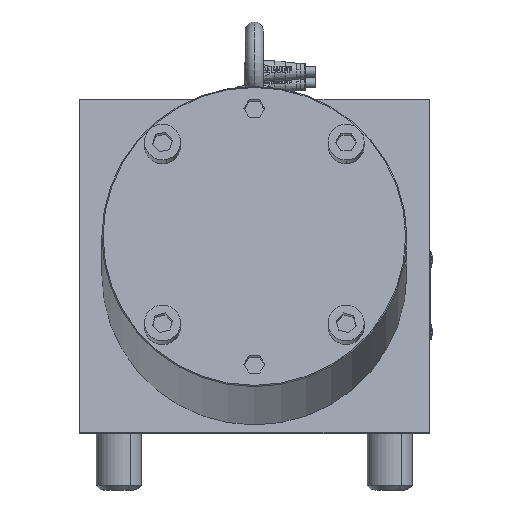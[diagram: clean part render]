
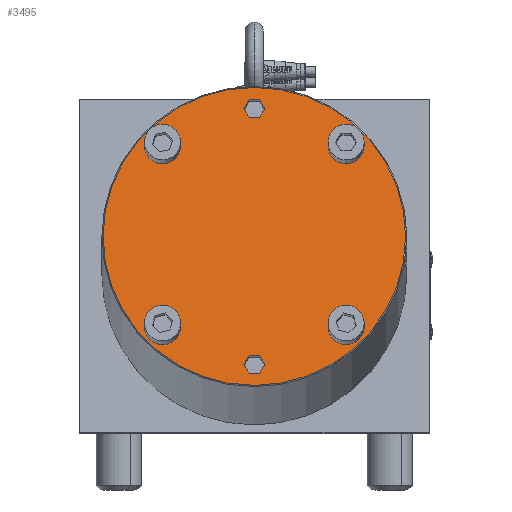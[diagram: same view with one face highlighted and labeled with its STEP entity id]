
A CAD part, left-side view. The second image highlights one B-rep face of the part: STEP entity #3495.
In plain terms, the highlighted planar face has unit normal (-0.985, 0, 0.174).
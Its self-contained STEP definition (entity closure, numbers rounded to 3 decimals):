
#3495=ADVANCED_FACE('',(#8508,#8509,#8510,#8511,#8512,#8513,#8514),#8515,.T.);
#8508=FACE_BOUND('',#15326,.T.);
#8509=FACE_BOUND('',#15327,.T.);
#8510=FACE_BOUND('',#15328,.T.);
#8511=FACE_BOUND('',#15329,.T.);
#8512=FACE_BOUND('',#15330,.T.);
#8513=FACE_BOUND('',#15331,.T.);
#8514=FACE_OUTER_BOUND('',#15332,.T.);
#8515=PLANE('',#15333);
#15326=EDGE_LOOP('',(#25970,#25971,#25972,#25973,#25974,#25975));
#15327=EDGE_LOOP('',(#25976,#25977,#25978,#25979,#25980,#25981));
#15328=EDGE_LOOP('',(#25982,#25983));
#15329=EDGE_LOOP('',(#25984,#25985));
#15330=EDGE_LOOP('',(#25986,#25987));
#15331=EDGE_LOOP('',(#25988,#25989));
#15332=EDGE_LOOP('',(#25990,#25991));
#15333=AXIS2_PLACEMENT_3D('',#25992,#25993,#25994);
#25970=ORIENTED_EDGE('',*,*,#41987,.T.);
#25971=ORIENTED_EDGE('',*,*,#41991,.T.);
#25972=ORIENTED_EDGE('',*,*,#41994,.T.);
#25973=ORIENTED_EDGE('',*,*,#41997,.T.);
#25974=ORIENTED_EDGE('',*,*,#42000,.T.);
#25975=ORIENTED_EDGE('',*,*,#42002,.T.);
#25976=ORIENTED_EDGE('',*,*,#42070,.T.);
#25977=ORIENTED_EDGE('',*,*,#42074,.T.);
#25978=ORIENTED_EDGE('',*,*,#42077,.T.);
#25979=ORIENTED_EDGE('',*,*,#42080,.T.);
#25980=ORIENTED_EDGE('',*,*,#42083,.T.);
#25981=ORIENTED_EDGE('',*,*,#42085,.T.);
#25982=ORIENTED_EDGE('',*,*,#41976,.T.);
#25983=ORIENTED_EDGE('',*,*,#41930,.T.);
#25984=ORIENTED_EDGE('',*,*,#42030,.T.);
#25985=ORIENTED_EDGE('',*,*,#41925,.T.);
#25986=ORIENTED_EDGE('',*,*,#42059,.T.);
#25987=ORIENTED_EDGE('',*,*,#41920,.T.);
#25988=ORIENTED_EDGE('',*,*,#42119,.T.);
#25989=ORIENTED_EDGE('',*,*,#41905,.T.);
#25990=ORIENTED_EDGE('',*,*,#41757,.F.);
#25991=ORIENTED_EDGE('',*,*,#42125,.F.);
#25992=CARTESIAN_POINT('',(-84.114,44.,87.326));
#25993=DIRECTION('',(-0.985,0.,0.174));
#25994=DIRECTION('',(0.,1.0,0.));
#41757=EDGE_CURVE('',#50241,#50244,#50245,.T.);
#41905=EDGE_CURVE('',#50487,#50484,#50488,.T.);
#41920=EDGE_CURVE('',#50513,#50510,#50514,.T.);
#41925=EDGE_CURVE('',#50522,#50519,#50523,.T.);
#41930=EDGE_CURVE('',#50531,#50528,#50532,.T.);
#41976=EDGE_CURVE('',#50528,#50531,#50597,.T.);
#41987=EDGE_CURVE('',#50615,#50613,#50616,.T.);
#41991=EDGE_CURVE('',#50613,#50619,#50621,.T.);
#41994=EDGE_CURVE('',#50619,#50623,#50625,.T.);
#41997=EDGE_CURVE('',#50623,#50627,#50629,.T.);
#42000=EDGE_CURVE('',#50627,#50631,#50633,.T.);
#42002=EDGE_CURVE('',#50631,#50615,#50635,.T.);
#42030=EDGE_CURVE('',#50519,#50522,#50675,.T.);
#42059=EDGE_CURVE('',#50510,#50513,#50716,.T.);
#42070=EDGE_CURVE('',#50734,#50732,#50735,.T.);
#42074=EDGE_CURVE('',#50732,#50738,#50740,.T.);
#42077=EDGE_CURVE('',#50738,#50742,#50744,.T.);
#42080=EDGE_CURVE('',#50742,#50746,#50748,.T.);
#42083=EDGE_CURVE('',#50746,#50750,#50752,.T.);
#42085=EDGE_CURVE('',#50750,#50734,#50754,.T.);
#42119=EDGE_CURVE('',#50484,#50487,#50800,.T.);
#42125=EDGE_CURVE('',#50244,#50241,#50806,.T.);
#50241=VERTEX_POINT('',#63791);
#50244=VERTEX_POINT('',#63795);
#50245=CIRCLE('',#63796,67.);
#50484=VERTEX_POINT('',#64433);
#50487=VERTEX_POINT('',#64437);
#50488=CIRCLE('',#64438,8.);
#50510=VERTEX_POINT('',#64465);
#50513=VERTEX_POINT('',#64469);
#50514=CIRCLE('',#64470,8.);
#50519=VERTEX_POINT('',#64476);
#50522=VERTEX_POINT('',#64480);
#50523=CIRCLE('',#64481,8.);
#50528=VERTEX_POINT('',#64487);
#50531=VERTEX_POINT('',#64491);
#50532=CIRCLE('',#64492,8.);
#50597=CIRCLE('',#64630,8.);
#50613=VERTEX_POINT('',#64652);
#50615=VERTEX_POINT('',#64655);
#50616=LINE('',#64656,#64657);
#50619=VERTEX_POINT('',#64661);
#50621=LINE('',#64664,#64665);
#50623=VERTEX_POINT('',#64667);
#50625=LINE('',#64670,#64671);
#50627=VERTEX_POINT('',#64673);
#50629=LINE('',#64676,#64677);
#50631=VERTEX_POINT('',#64679);
#50633=LINE('',#64682,#64683);
#50635=LINE('',#64685,#64686);
#50675=CIRCLE('',#64744,8.);
#50716=CIRCLE('',#64803,8.);
#50732=VERTEX_POINT('',#64825);
#50734=VERTEX_POINT('',#64828);
#50735=LINE('',#64829,#64830);
#50738=VERTEX_POINT('',#64834);
#50740=LINE('',#64837,#64838);
#50742=VERTEX_POINT('',#64840);
#50744=LINE('',#64843,#64844);
#50746=VERTEX_POINT('',#64846);
#50748=LINE('',#64849,#64850);
#50750=VERTEX_POINT('',#64852);
#50752=LINE('',#64855,#64856);
#50754=LINE('',#64858,#64859);
#50800=CIRCLE('',#64923,8.);
#50806=CIRCLE('',#64929,67.);
#63791=CARTESIAN_POINT('',(-84.114,10.5,87.326));
#63795=CARTESIAN_POINT('',(-84.114,144.5,87.326));
#63796=AXIS2_PLACEMENT_3D('',#82368,#82369,#82370);
#64433=CARTESIAN_POINT('',(-91.544,110.448,45.186));
#64437=CARTESIAN_POINT('',(-90.804,125.869,49.385));
#64438=AXIS2_PLACEMENT_3D('',#82546,#82547,#82548);
#64465=CARTESIAN_POINT('',(-78.415,116.571,119.646));
#64469=CARTESIAN_POINT('',(-75.692,119.746,135.089));
#64470=AXIS2_PLACEMENT_3D('',#82570,#82571,#82572);
#64476=CARTESIAN_POINT('',(-78.443,36.841,119.489));
#64480=CARTESIAN_POINT('',(-75.664,36.841,135.246));
#64481=AXIS2_PLACEMENT_3D('',#82578,#82579,#82580);
#64487=CARTESIAN_POINT('',(-90.806,29.128,49.375));
#64491=CARTESIAN_POINT('',(-91.542,44.555,45.196));
#64492=AXIS2_PLACEMENT_3D('',#82586,#82587,#82588);
#64630=AXIS2_PLACEMENT_3D('',#82635,#82636,#82637);
#64652=CARTESIAN_POINT('',(-74.129,72.881,143.953));
#64655=CARTESIAN_POINT('',(-73.434,75.191,147.892));
#64656=CARTESIAN_POINT('',(-73.782,74.036,145.922));
#64657=VECTOR('',#82645,1.);
#64661=CARTESIAN_POINT('',(-74.824,75.191,140.014));
#64664=CARTESIAN_POINT('',(-74.476,74.036,141.983));
#64665=VECTOR('',#82648,1.);
#64667=CARTESIAN_POINT('',(-74.824,79.809,140.014));
#64670=CARTESIAN_POINT('',(-74.824,77.5,140.014));
#64671=VECTOR('',#82650,1.0);
#64673=CARTESIAN_POINT('',(-74.129,82.119,143.953));
#64676=CARTESIAN_POINT('',(-74.476,80.964,141.983));
#64677=VECTOR('',#82652,1.);
#64679=CARTESIAN_POINT('',(-73.434,79.809,147.892));
#64682=CARTESIAN_POINT('',(-73.782,80.964,145.922));
#64683=VECTOR('',#82654,1.);
#64685=CARTESIAN_POINT('',(-73.434,77.5,147.892));
#64686=VECTOR('',#82655,1.0);
#64744=AXIS2_PLACEMENT_3D('',#82677,#82678,#82679);
#64803=AXIS2_PLACEMENT_3D('',#82701,#82702,#82703);
#64825=CARTESIAN_POINT('',(-94.099,82.119,30.7));
#64828=CARTESIAN_POINT('',(-94.793,79.809,26.761));
#64829=CARTESIAN_POINT('',(-94.446,80.964,28.73));
#64830=VECTOR('',#82711,1.);
#64834=CARTESIAN_POINT('',(-93.404,79.809,34.639));
#64837=CARTESIAN_POINT('',(-93.751,80.964,32.67));
#64838=VECTOR('',#82714,1.);
#64840=CARTESIAN_POINT('',(-93.404,75.191,34.639));
#64843=CARTESIAN_POINT('',(-93.404,77.5,34.639));
#64844=VECTOR('',#82716,1.0);
#64846=CARTESIAN_POINT('',(-94.099,72.881,30.7));
#64849=CARTESIAN_POINT('',(-93.751,74.036,32.67));
#64850=VECTOR('',#82718,1.);
#64852=CARTESIAN_POINT('',(-94.793,75.191,26.761));
#64855=CARTESIAN_POINT('',(-94.446,74.036,28.73));
#64856=VECTOR('',#82720,1.);
#64858=CARTESIAN_POINT('',(-94.793,77.5,26.761));
#64859=VECTOR('',#82721,1.0);
#64923=AXIS2_PLACEMENT_3D('',#82752,#82753,#82754);
#64929=AXIS2_PLACEMENT_3D('',#82761,#82762,#82763);
#82368=CARTESIAN_POINT('',(-84.114,77.5,87.326));
#82369=DIRECTION('',(0.985,0.0,-0.174));
#82370=DIRECTION('',(0.0,-1.0,0.0));
#82546=CARTESIAN_POINT('',(-91.174,118.159,47.285));
#82547=DIRECTION('',(0.985,0.,-0.174));
#82548=DIRECTION('',(-0.046,-0.964,-0.262));
#82570=CARTESIAN_POINT('',(-77.054,118.159,127.367));
#82571=DIRECTION('',(0.985,0.,-0.174));
#82572=DIRECTION('',(-0.17,-0.198,-0.965));
#82578=CARTESIAN_POINT('',(-77.054,36.841,127.367));
#82579=DIRECTION('',(0.985,0.,-0.174));
#82580=DIRECTION('',(-0.174,0.0,-0.985));
#82586=CARTESIAN_POINT('',(-91.174,36.841,47.285));
#82587=DIRECTION('',(0.985,0.,-0.174));
#82588=DIRECTION('',(0.046,-0.964,0.261));
#82635=CARTESIAN_POINT('',(-91.174,36.841,47.285));
#82636=DIRECTION('',(0.985,0.,-0.174));
#82637=DIRECTION('',(0.046,-0.964,0.261));
#82645=DIRECTION('',(-0.15,-0.5,-0.853));
#82648=DIRECTION('',(-0.15,0.5,-0.853));
#82650=DIRECTION('',(0.0,1.0,-0.0));
#82652=DIRECTION('',(0.15,0.5,0.853));
#82654=DIRECTION('',(0.15,-0.5,0.853));
#82655=DIRECTION('',(0.0,-1.0,0.0));
#82677=CARTESIAN_POINT('',(-77.054,36.841,127.367));
#82678=DIRECTION('',(0.985,0.,-0.174));
#82679=DIRECTION('',(-0.174,0.0,-0.985));
#82701=CARTESIAN_POINT('',(-77.054,118.159,127.367));
#82702=DIRECTION('',(0.985,0.,-0.174));
#82703=DIRECTION('',(-0.17,-0.198,-0.965));
#82711=DIRECTION('',(0.15,0.5,0.853));
#82714=DIRECTION('',(0.15,-0.5,0.853));
#82716=DIRECTION('',(0.0,-1.0,0.0));
#82718=DIRECTION('',(-0.15,-0.5,-0.853));
#82720=DIRECTION('',(-0.15,0.5,-0.853));
#82721=DIRECTION('',(0.0,1.0,-0.0));
#82752=CARTESIAN_POINT('',(-91.174,118.159,47.285));
#82753=DIRECTION('',(0.985,0.,-0.174));
#82754=DIRECTION('',(-0.046,-0.964,-0.262));
#82761=CARTESIAN_POINT('',(-84.114,77.5,87.326));
#82762=DIRECTION('',(0.985,0.0,-0.174));
#82763=DIRECTION('',(0.0,-1.0,0.0));
